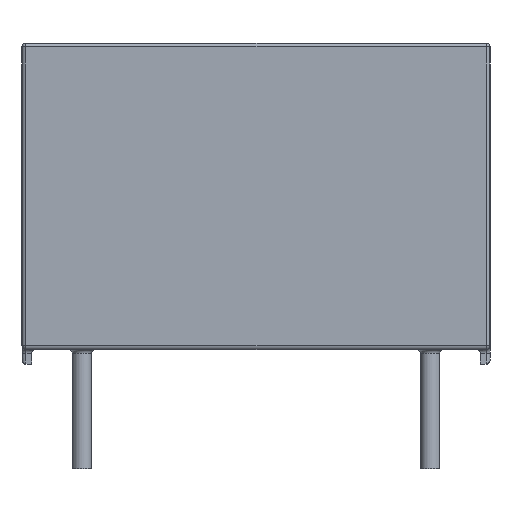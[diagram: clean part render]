
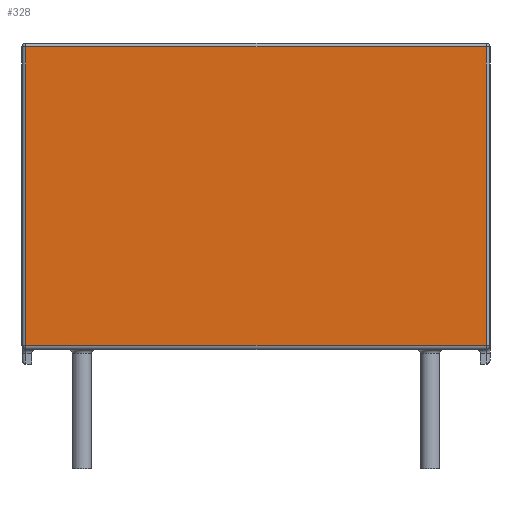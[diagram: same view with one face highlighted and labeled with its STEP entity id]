
A CAD part, left-side view. The second image highlights one B-rep face of the part: STEP entity #328.
In plain terms, the highlighted planar face has unit normal (-1, 0, 0).
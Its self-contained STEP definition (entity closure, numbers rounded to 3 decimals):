
#328 = ADVANCED_FACE( '', ( #804 ), #805, .F. );
#804 = FACE_OUTER_BOUND( '', #7822, .T. );
#805 = PLANE( '', #7823 );
#7822 = EDGE_LOOP( '', ( #11834, #11835, #11836, #11837 ) );
#7823 = AXIS2_PLACEMENT_3D( '', #11838, #11839, #11840 );
#11834 = ORIENTED_EDGE( '', *, *, #13271, .T. );
#11835 = ORIENTED_EDGE( '', *, *, #13203, .T. );
#11836 = ORIENTED_EDGE( '', *, *, #13225, .T. );
#11837 = ORIENTED_EDGE( '', *, *, #13424, .T. );
#11838 = CARTESIAN_POINT( '', ( -18.9, 11.95, 15.65 ) );
#11839 = DIRECTION( '', ( 1., 0., 0. ) );
#11840 = DIRECTION( '', ( 0., 0., -1. ) );
#13203 = EDGE_CURVE( '', #13870, #13867, #13871, .F. );
#13225 = EDGE_CURVE( '', #13867, #13904, #13906, .F. );
#13271 = EDGE_CURVE( '', #13978, #13870, #13984, .T. );
#13424 = EDGE_CURVE( '', #13904, #13978, #14232, .T. );
#13867 = VERTEX_POINT( '', #14961 );
#13870 = VERTEX_POINT( '', #14964 );
#13871 = LINE( '', #14965, #14966 );
#13904 = VERTEX_POINT( '', #15300 );
#13906 = LINE( '', #15302, #15303 );
#13978 = VERTEX_POINT( '', #15653 );
#13984 = LINE( '', #15660, #15661 );
#14232 = LINE( '', #16546, #16547 );
#14961 = CARTESIAN_POINT( '', ( -18.9, -11.75, 15.45 ) );
#14964 = CARTESIAN_POINT( '', ( -18.9, -11.75, 0.2 ) );
#14965 = CARTESIAN_POINT( '', ( -18.9, -11.75, 15.65 ) );
#14966 = VECTOR( '', #18230, 1000. );
#15300 = CARTESIAN_POINT( '', ( -18.9, 11.75, 15.45 ) );
#15302 = CARTESIAN_POINT( '', ( -18.9, 11.95, 15.45 ) );
#15303 = VECTOR( '', #18240, 1000. );
#15653 = CARTESIAN_POINT( '', ( -18.9, 11.75, 0.2 ) );
#15660 = CARTESIAN_POINT( '', ( -18.9, 11.95, 0.2 ) );
#15661 = VECTOR( '', #18293, 1000. );
#16546 = CARTESIAN_POINT( '', ( -18.9, 11.75, 15.65 ) );
#16547 = VECTOR( '', #18455, 1000. );
#18230 = DIRECTION( '', ( 0., 0., -1. ) );
#18240 = DIRECTION( '', ( 0., -1., 0. ) );
#18293 = DIRECTION( '', ( 0., -1., 0. ) );
#18455 = DIRECTION( '', ( 0., 0., -1. ) );
